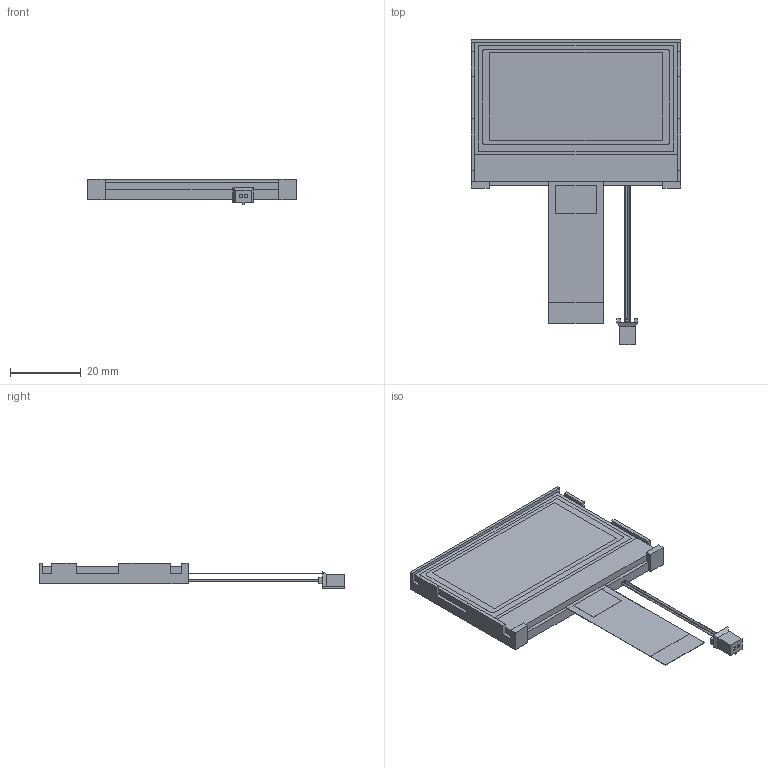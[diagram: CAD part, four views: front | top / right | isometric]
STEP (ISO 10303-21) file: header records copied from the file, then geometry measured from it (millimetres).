
FILE_DESCRIPTION (( 'STEP AP214' ), '1' );
FILE_NAME ('NHD-C12865AR.STEP', '2017-05-01T15:01:30', ( '' ), ( '' ), 'SwSTEP 2.0', 'SolidWorks 2015', '' );
FILE_SCHEMA (( 'AUTOMOTIVE_DESIGN' ));
Length unit declared in the file: millimetre
Products named in the file (1): NHD-C12865AR
Bounding box: 59 x 86.2 x 7.3 mm (x, y, z)
Volume: 12070.4 mm3; surface area: 7799.3 mm2
Topology: 1 solids, 1 shells, 151 faces, 397 edges, 256 vertices
Faces by surface type: plane 143, cylinder 8
Entity records: 6051 total; most frequent: CARTESIAN_POINT 805, ORIENTED_EDGE 794, DIRECTION 717, EDGE_CURVE 397, VECTOR 381, LINE 381, VERTEX_POINT 256, AXIS2_PLACEMENT_3D 168
